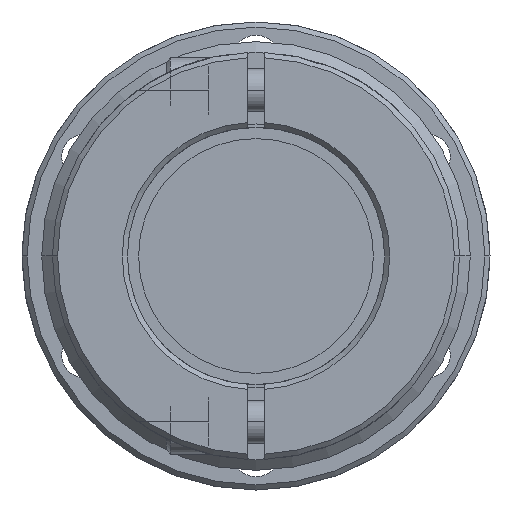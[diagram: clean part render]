
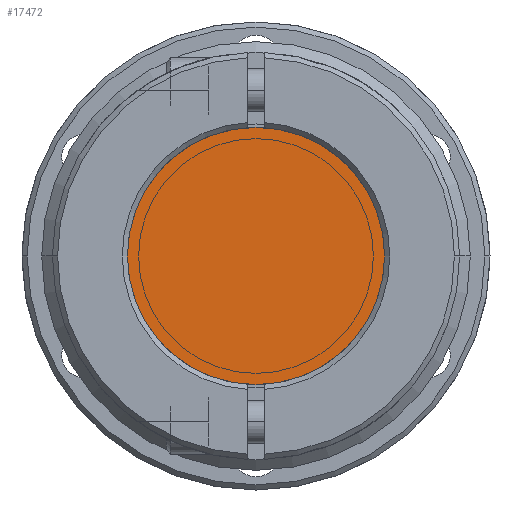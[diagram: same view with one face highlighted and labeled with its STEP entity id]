
A CAD part, left-side view. The second image highlights one B-rep face of the part: STEP entity #17472.
In plain terms, the highlighted planar face has unit normal (-1, 0, 0).
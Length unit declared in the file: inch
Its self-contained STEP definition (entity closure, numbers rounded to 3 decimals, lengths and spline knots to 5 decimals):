
#4409 = VERTEX_POINT ( 'NONE', #20672 ) ;
#5526 = FACE_OUTER_BOUND ( 'NONE', #6521, .T. ) ;
#6046 = CIRCLE ( 'NONE', #18781, 0.75 ) ;
#6048 = CIRCLE ( 'NONE', #18779, 0.75 ) ;
#6521 = EDGE_LOOP ( 'NONE', ( #14723, #14724 ) ) ;
#8734 = DIRECTION ( 'NONE',  ( 0., 0., 1. ) ) ;
#8736 = DIRECTION ( 'NONE',  ( -1., 0., 0. ) ) ;
#8738 = CARTESIAN_POINT ( 'NONE',  ( -25.3365, 0., 0. ) ) ;
#8748 = DIRECTION ( 'NONE',  ( 0., 0., 1. ) ) ;
#8750 = DIRECTION ( 'NONE',  ( -1., 0., 0. ) ) ;
#8769 = CARTESIAN_POINT ( 'NONE',  ( -25.3365, 0., 0. ) ) ;
#12144 = DIRECTION ( 'NONE',  ( 0., 0., 1. ) ) ;
#12146 = DIRECTION ( 'NONE',  ( -1., 0., 0. ) ) ;
#12158 = PLANE ( 'NONE',  #18977 ) ;
#12159 = CARTESIAN_POINT ( 'NONE',  ( -25.3365, 0., 0. ) ) ;
#14723 = ORIENTED_EDGE ( 'NONE', *, *, #17913, .T. ) ;
#14724 = ORIENTED_EDGE ( 'NONE', *, *, #17911, .T. ) ;
#15909 = CARTESIAN_POINT ( 'NONE',  ( -25.3365, 0., -0.75 ) ) ;
#17472 = ADVANCED_FACE ( 'NONE', ( #5526 ), #12158, .T. ) ;
#17911 = EDGE_CURVE ( 'NONE', #21273, #4409, #6046, .T. ) ;
#17913 = EDGE_CURVE ( 'NONE', #4409, #21273, #6048, .T. ) ;
#18779 = AXIS2_PLACEMENT_3D ( 'NONE', #8738, #8736, #8734 ) ;
#18781 = AXIS2_PLACEMENT_3D ( 'NONE', #8769, #8750, #8748 ) ;
#18977 = AXIS2_PLACEMENT_3D ( 'NONE', #12159, #12146, #12144 ) ;
#20672 = CARTESIAN_POINT ( 'NONE',  ( -25.3365, 0., 0.75 ) ) ;
#21273 = VERTEX_POINT ( 'NONE', #15909 ) ;
